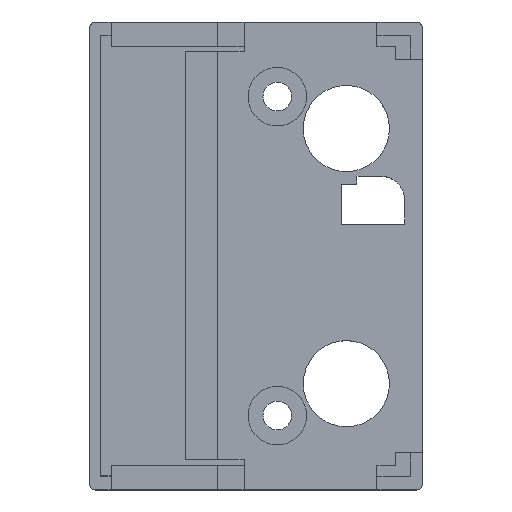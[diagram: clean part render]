
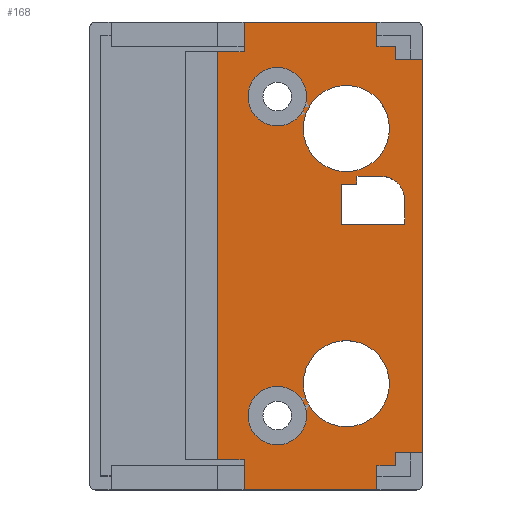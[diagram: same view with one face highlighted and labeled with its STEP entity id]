
A CAD part, top view. The second image highlights one B-rep face of the part: STEP entity #168.
In plain terms, the highlighted planar face has unit normal (0, 0, 1).
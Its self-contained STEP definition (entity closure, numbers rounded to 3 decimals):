
#168=ADVANCED_FACE('',(#406,#407,#408,#409,#410,#411),#298,.T.);
#298=PLANE('',#2594);
#406=FACE_BOUND('',#462,.T.);
#407=FACE_BOUND('',#463,.T.);
#408=FACE_BOUND('',#464,.T.);
#409=FACE_BOUND('',#465,.T.);
#410=FACE_BOUND('',#466,.T.);
#411=FACE_BOUND('',#467,.T.);
#462=EDGE_LOOP('',(#672,#673,#674,#675,#676,#677,#678));
#463=EDGE_LOOP('',(#679,#680,#681,#682,#683,#684,#685,#686,#687,#688,#689,
#690,#691,#692,#693,#694));
#464=EDGE_LOOP('',(#695));
#465=EDGE_LOOP('',(#696));
#466=EDGE_LOOP('',(#697));
#467=EDGE_LOOP('',(#698));
#628=CIRCLE('',#2589,4.5);
#629=CIRCLE('',#2590,5.5);
#630=CIRCLE('',#2591,8.1);
#631=CIRCLE('',#2592,8.1);
#632=CIRCLE('',#2593,5.5);
#672=ORIENTED_EDGE('',*,*,#1612,.F.);
#673=ORIENTED_EDGE('',*,*,#1613,.T.);
#674=ORIENTED_EDGE('',*,*,#1614,.T.);
#675=ORIENTED_EDGE('',*,*,#1615,.T.);
#676=ORIENTED_EDGE('',*,*,#1616,.T.);
#677=ORIENTED_EDGE('',*,*,#1617,.T.);
#678=ORIENTED_EDGE('',*,*,#1618,.F.);
#679=ORIENTED_EDGE('',*,*,#1619,.F.);
#680=ORIENTED_EDGE('',*,*,#1620,.F.);
#681=ORIENTED_EDGE('',*,*,#1621,.T.);
#682=ORIENTED_EDGE('',*,*,#1622,.F.);
#683=ORIENTED_EDGE('',*,*,#1623,.F.);
#684=ORIENTED_EDGE('',*,*,#1624,.T.);
#685=ORIENTED_EDGE('',*,*,#1625,.T.);
#686=ORIENTED_EDGE('',*,*,#1626,.F.);
#687=ORIENTED_EDGE('',*,*,#1627,.F.);
#688=ORIENTED_EDGE('',*,*,#1628,.F.);
#689=ORIENTED_EDGE('',*,*,#1629,.T.);
#690=ORIENTED_EDGE('',*,*,#1630,.T.);
#691=ORIENTED_EDGE('',*,*,#1631,.F.);
#692=ORIENTED_EDGE('',*,*,#1632,.F.);
#693=ORIENTED_EDGE('',*,*,#1633,.F.);
#694=ORIENTED_EDGE('',*,*,#1634,.T.);
#695=ORIENTED_EDGE('',*,*,#1635,.T.);
#696=ORIENTED_EDGE('',*,*,#1636,.T.);
#697=ORIENTED_EDGE('',*,*,#1637,.T.);
#698=ORIENTED_EDGE('',*,*,#1638,.T.);
#1372=VERTEX_POINT('',#3422);
#1373=VERTEX_POINT('',#3423);
#1374=VERTEX_POINT('',#3425);
#1375=VERTEX_POINT('',#3427);
#1376=VERTEX_POINT('',#3429);
#1377=VERTEX_POINT('',#3431);
#1378=VERTEX_POINT('',#3433);
#1379=VERTEX_POINT('',#3436);
#1380=VERTEX_POINT('',#3437);
#1381=VERTEX_POINT('',#3439);
#1382=VERTEX_POINT('',#3441);
#1383=VERTEX_POINT('',#3443);
#1384=VERTEX_POINT('',#3445);
#1385=VERTEX_POINT('',#3447);
#1386=VERTEX_POINT('',#3449);
#1387=VERTEX_POINT('',#3451);
#1388=VERTEX_POINT('',#3453);
#1389=VERTEX_POINT('',#3455);
#1390=VERTEX_POINT('',#3457);
#1391=VERTEX_POINT('',#3459);
#1392=VERTEX_POINT('',#3461);
#1393=VERTEX_POINT('',#3463);
#1394=VERTEX_POINT('',#3465);
#1395=VERTEX_POINT('',#3468);
#1396=VERTEX_POINT('',#3470);
#1397=VERTEX_POINT('',#3472);
#1398=VERTEX_POINT('',#3474);
#1612=EDGE_CURVE('',#1372,#1373,#1962,.T.);
#1613=EDGE_CURVE('',#1372,#1374,#1963,.T.);
#1614=EDGE_CURVE('',#1374,#1375,#1964,.T.);
#1615=EDGE_CURVE('',#1375,#1376,#1965,.T.);
#1616=EDGE_CURVE('',#1376,#1377,#1966,.T.);
#1617=EDGE_CURVE('',#1377,#1378,#628,.T.);
#1618=EDGE_CURVE('',#1373,#1378,#1967,.T.);
#1619=EDGE_CURVE('',#1379,#1380,#1968,.T.);
#1620=EDGE_CURVE('',#1381,#1379,#1969,.T.);
#1621=EDGE_CURVE('',#1381,#1382,#1970,.T.);
#1622=EDGE_CURVE('',#1383,#1382,#1971,.T.);
#1623=EDGE_CURVE('',#1384,#1383,#1972,.T.);
#1624=EDGE_CURVE('',#1384,#1385,#1973,.T.);
#1625=EDGE_CURVE('',#1385,#1386,#1974,.T.);
#1626=EDGE_CURVE('',#1387,#1386,#1975,.T.);
#1627=EDGE_CURVE('',#1388,#1387,#1976,.T.);
#1628=EDGE_CURVE('',#1389,#1388,#1977,.T.);
#1629=EDGE_CURVE('',#1389,#1390,#1978,.T.);
#1630=EDGE_CURVE('',#1390,#1391,#1979,.T.);
#1631=EDGE_CURVE('',#1392,#1391,#1980,.T.);
#1632=EDGE_CURVE('',#1393,#1392,#1981,.T.);
#1633=EDGE_CURVE('',#1394,#1393,#1982,.T.);
#1634=EDGE_CURVE('',#1394,#1380,#1983,.T.);
#1635=EDGE_CURVE('',#1395,#1395,#629,.T.);
#1636=EDGE_CURVE('',#1396,#1396,#630,.T.);
#1637=EDGE_CURVE('',#1397,#1397,#631,.T.);
#1638=EDGE_CURVE('',#1398,#1398,#632,.T.);
#1962=LINE('',#3421,#2268);
#1963=LINE('',#3424,#2269);
#1964=LINE('',#3426,#2270);
#1965=LINE('',#3428,#2271);
#1966=LINE('',#3430,#2272);
#1967=LINE('',#3434,#2273);
#1968=LINE('',#3435,#2274);
#1969=LINE('',#3438,#2275);
#1970=LINE('',#3440,#2276);
#1971=LINE('',#3442,#2277);
#1972=LINE('',#3444,#2278);
#1973=LINE('',#3446,#2279);
#1974=LINE('',#3448,#2280);
#1975=LINE('',#3450,#2281);
#1976=LINE('',#3452,#2282);
#1977=LINE('',#3454,#2283);
#1978=LINE('',#3456,#2284);
#1979=LINE('',#3458,#2285);
#1980=LINE('',#3460,#2286);
#1981=LINE('',#3462,#2287);
#1982=LINE('',#3464,#2288);
#1983=LINE('',#3466,#2289);
#2268=VECTOR('',#2765,1.);
#2269=VECTOR('',#2766,1.);
#2270=VECTOR('',#2767,1.);
#2271=VECTOR('',#2768,1.);
#2272=VECTOR('',#2769,1.);
#2273=VECTOR('',#2772,1.);
#2274=VECTOR('',#2773,1.);
#2275=VECTOR('',#2774,1.);
#2276=VECTOR('',#2775,1.);
#2277=VECTOR('',#2776,1.);
#2278=VECTOR('',#2777,1.);
#2279=VECTOR('',#2778,1.);
#2280=VECTOR('',#2779,1.);
#2281=VECTOR('',#2780,1.);
#2282=VECTOR('',#2781,1.);
#2283=VECTOR('',#2782,1.);
#2284=VECTOR('',#2783,1.);
#2285=VECTOR('',#2784,1.);
#2286=VECTOR('',#2785,1.);
#2287=VECTOR('',#2786,1.);
#2288=VECTOR('',#2787,1.);
#2289=VECTOR('',#2788,1.);
#2589=AXIS2_PLACEMENT_3D('',#3432,#2770,#2771);
#2590=AXIS2_PLACEMENT_3D('',#3467,#2789,#2790);
#2591=AXIS2_PLACEMENT_3D('',#3469,#2791,#2792);
#2592=AXIS2_PLACEMENT_3D('',#3471,#2793,#2794);
#2593=AXIS2_PLACEMENT_3D('',#3473,#2795,#2796);
#2594=AXIS2_PLACEMENT_3D('',#3475,#2797,#2798);
#2765=DIRECTION('',(1.,0.,0.));
#2766=DIRECTION('',(0.,1.,0.));
#2767=DIRECTION('',(1.,0.,0.));
#2768=DIRECTION('',(0.,1.,0.));
#2769=DIRECTION('',(1.,0.,0.));
#2770=DIRECTION('',(0.,0.,-1.));
#2771=DIRECTION('',(1.,0.,0.));
#2772=DIRECTION('',(0.,1.,0.));
#2773=DIRECTION('',(1.,0.,0.));
#2774=DIRECTION('',(0.,1.,0.));
#2775=DIRECTION('',(1.,0.,0.));
#2776=DIRECTION('',(0.,1.,0.));
#2777=DIRECTION('',(-1.,0.,0.));
#2778=DIRECTION('',(0.,1.,0.));
#2779=DIRECTION('',(1.,0.,0.));
#2780=DIRECTION('',(0.,-1.,0.));
#2781=DIRECTION('',(-1.,0.,0.));
#2782=DIRECTION('',(0.,-1.,0.));
#2783=DIRECTION('',(-1.,0.,0.));
#2784=DIRECTION('',(0.,1.,0.));
#2785=DIRECTION('',(1.,0.,0.));
#2786=DIRECTION('',(0.,-1.,0.));
#2787=DIRECTION('',(1.,0.,0.));
#2788=DIRECTION('',(0.,-1.,0.));
#2789=DIRECTION('',(0.,0.,-1.));
#2790=DIRECTION('',(-1.,0.,0.));
#2791=DIRECTION('',(0.,0.,-1.));
#2792=DIRECTION('',(-1.,0.,0.));
#2793=DIRECTION('',(0.,0.,-1.));
#2794=DIRECTION('',(-1.,0.,0.));
#2795=DIRECTION('',(0.,0.,-1.));
#2796=DIRECTION('',(-1.,0.,0.));
#2797=DIRECTION('',(0.,0.,1.));
#2798=DIRECTION('',(1.,0.,0.));
#3421=CARTESIAN_POINT('',(50.25,6.,3.));
#3422=CARTESIAN_POINT('',(47.25,6.,3.));
#3423=CARTESIAN_POINT('',(59.25,6.,3.));
#3424=CARTESIAN_POINT('',(47.25,6.,3.));
#3425=CARTESIAN_POINT('',(47.25,13.5,3.));
#3426=CARTESIAN_POINT('',(47.25,13.5,3.));
#3427=CARTESIAN_POINT('',(50.25,13.5,3.));
#3428=CARTESIAN_POINT('',(50.25,6.,3.));
#3429=CARTESIAN_POINT('',(50.25,15.,3.));
#3430=CARTESIAN_POINT('',(50.25,15.,3.));
#3431=CARTESIAN_POINT('',(54.75,15.,3.));
#3432=CARTESIAN_POINT('',(54.75,10.5,3.));
#3433=CARTESIAN_POINT('',(59.25,10.5,3.));
#3434=CARTESIAN_POINT('',(59.25,6.,3.));
#3435=CARTESIAN_POINT('',(24.,38.4,3.));
#3436=CARTESIAN_POINT('',(24.,38.4,3.));
#3437=CARTESIAN_POINT('',(29.,38.4,3.));
#3438=CARTESIAN_POINT('',(24.,-39.4,3.));
#3439=CARTESIAN_POINT('',(24.,-38.4,3.));
#3440=CARTESIAN_POINT('',(24.,-38.4,3.));
#3441=CARTESIAN_POINT('',(29.,-38.4,3.));
#3442=CARTESIAN_POINT('',(29.,-44.,3.));
#3443=CARTESIAN_POINT('',(29.,-44.,3.));
#3444=CARTESIAN_POINT('',(31.25,-44.,3.));
#3445=CARTESIAN_POINT('',(54.,-44.,3.));
#3446=CARTESIAN_POINT('',(54.,-44.,3.));
#3447=CARTESIAN_POINT('',(54.,-39.5,3.));
#3448=CARTESIAN_POINT('',(54.,-39.5,3.));
#3449=CARTESIAN_POINT('',(57.5,-39.5,3.));
#3450=CARTESIAN_POINT('',(57.5,-37.,3.));
#3451=CARTESIAN_POINT('',(57.5,-37.,3.));
#3452=CARTESIAN_POINT('',(62.5,-37.,3.));
#3453=CARTESIAN_POINT('',(62.5,-37.,3.));
#3454=CARTESIAN_POINT('',(62.5,0.,3.));
#3455=CARTESIAN_POINT('',(62.5,37.,3.));
#3456=CARTESIAN_POINT('',(62.5,37.,3.));
#3457=CARTESIAN_POINT('',(57.5,37.,3.));
#3458=CARTESIAN_POINT('',(57.5,37.,3.));
#3459=CARTESIAN_POINT('',(57.5,39.5,3.));
#3460=CARTESIAN_POINT('',(54.,39.5,3.));
#3461=CARTESIAN_POINT('',(54.,39.5,3.));
#3462=CARTESIAN_POINT('',(54.,44.,3.));
#3463=CARTESIAN_POINT('',(54.,44.,3.));
#3464=CARTESIAN_POINT('',(31.25,44.,3.));
#3465=CARTESIAN_POINT('',(29.,44.,3.));
#3466=CARTESIAN_POINT('',(29.,44.,3.));
#3467=CARTESIAN_POINT('',(35.25,30.,3.));
#3468=CARTESIAN_POINT('',(29.75,30.,3.));
#3469=CARTESIAN_POINT('',(48.25,24.,3.));
#3470=CARTESIAN_POINT('',(40.15,24.,3.));
#3471=CARTESIAN_POINT('',(48.25,-24.,3.));
#3472=CARTESIAN_POINT('',(40.15,-24.,3.));
#3473=CARTESIAN_POINT('',(35.25,-30.,3.));
#3474=CARTESIAN_POINT('',(29.75,-30.,3.));
#3475=CARTESIAN_POINT('',(31.25,0.,3.));
